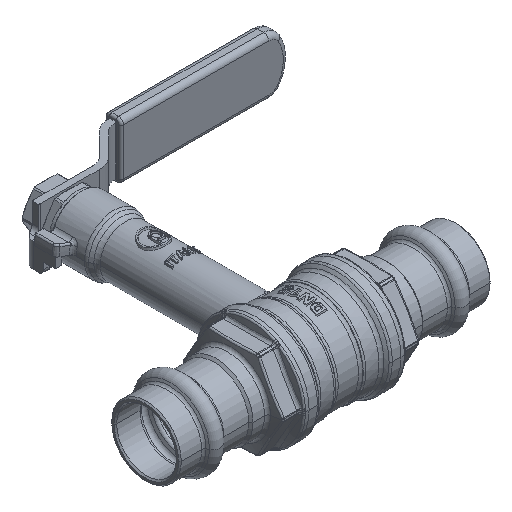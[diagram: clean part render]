
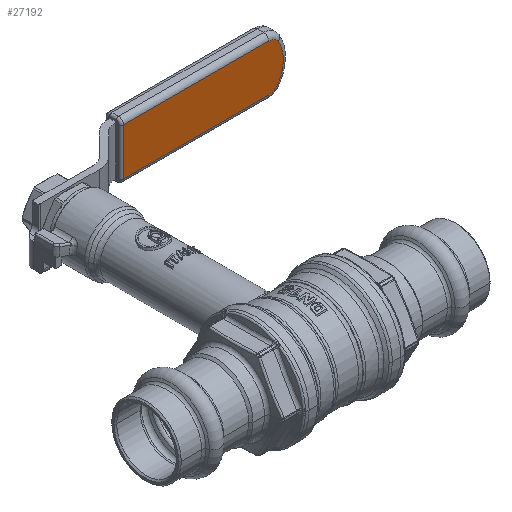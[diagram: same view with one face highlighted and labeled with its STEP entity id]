
A CAD part, isometric view. The second image highlights one B-rep face of the part: STEP entity #27192.
In plain terms, the highlighted planar face has unit normal (0, -1, 0).
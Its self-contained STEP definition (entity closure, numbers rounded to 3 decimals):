
#26751=DIRECTION('',(0.,0.,-1.));
#26752=VECTOR('',#26751,14.3);
#26753=CARTESIAN_POINT('',(50.3,-2.5,7.15));
#26754=LINE('',#26753,#26752);
#26894=DIRECTION('',(1.,0.,0.));
#26895=VECTOR('',#26894,44.273);
#26896=CARTESIAN_POINT('',(6.027,-2.5,7.15));
#26897=LINE('',#26896,#26895);
#26912=CARTESIAN_POINT('',(6.027,-2.5,3.65));
#26913=DIRECTION('',(0.,1.,0.));
#26914=DIRECTION('',(-0.853,0.,0.521));
#26915=AXIS2_PLACEMENT_3D('',#26912,#26913,#26914);
#26978=CARTESIAN_POINT('',(12.,-2.5,0.));
#26979=DIRECTION('',(0.,1.,0.));
#26980=DIRECTION('',(-0.853,0.,-0.521));
#26981=AXIS2_PLACEMENT_3D('',#26978,#26979,#26980);
#26993=CARTESIAN_POINT('',(6.027,-2.5,-3.65));
#26994=DIRECTION('',(0.,1.,0.));
#26995=DIRECTION('',(0.,0.,-1.));
#26996=AXIS2_PLACEMENT_3D('',#26993,#26994,#26995);
#27066=DIRECTION('',(-1.,0.,0.));
#27067=VECTOR('',#27066,44.273);
#27068=CARTESIAN_POINT('',(50.3,-2.5,-7.15));
#27069=LINE('',#27068,#27067);
#27129=CARTESIAN_POINT('',(6.027,-2.5,-7.15));
#27130=CARTESIAN_POINT('',(3.04,-2.5,-5.475));
#27131=VERTEX_POINT('',#27129);
#27132=VERTEX_POINT('',#27130);
#27135=CARTESIAN_POINT('',(3.04,-2.5,5.475));
#27136=VERTEX_POINT('',#27135);
#27139=CARTESIAN_POINT('',(6.027,-2.5,7.15));
#27140=VERTEX_POINT('',#27139);
#27159=CARTESIAN_POINT('',(50.3,-2.5,7.15));
#27160=VERTEX_POINT('',#27159);
#27163=CARTESIAN_POINT('',(50.3,-2.5,-7.15));
#27164=VERTEX_POINT('',#27163);
#27173=CARTESIAN_POINT('',(0.,-2.5,8.65));
#27174=DIRECTION('',(0.,-1.,0.));
#27175=DIRECTION('',(0.,0.,-1.));
#27176=AXIS2_PLACEMENT_3D('',#27173,#27174,#27175);
#27177=PLANE('',#27176);
#27179=ORIENTED_EDGE('',*,*,#27178,.T.);
#27181=ORIENTED_EDGE('',*,*,#27180,.T.);
#27183=ORIENTED_EDGE('',*,*,#27182,.T.);
#27185=ORIENTED_EDGE('',*,*,#27184,.T.);
#27187=ORIENTED_EDGE('',*,*,#27186,.T.);
#27189=ORIENTED_EDGE('',*,*,#27188,.T.);
#27190=EDGE_LOOP('',(#27179,#27181,#27183,#27185,#27187,#27189));
#27191=FACE_OUTER_BOUND('',#27190,.F.);
#27192=ADVANCED_FACE('',(#27191),#27177,.T.);
#26916=CIRCLE('',#26915,3.5);
#26982=CIRCLE('',#26981,10.5);
#26997=CIRCLE('',#26996,3.5);
#27178=EDGE_CURVE('',#27160,#27164,#26754,.T.);
#27180=EDGE_CURVE('',#27164,#27131,#27069,.T.);
#27182=EDGE_CURVE('',#27131,#27132,#26997,.T.);
#27184=EDGE_CURVE('',#27132,#27136,#26982,.T.);
#27186=EDGE_CURVE('',#27136,#27140,#26916,.T.);
#27188=EDGE_CURVE('',#27140,#27160,#26897,.T.);
